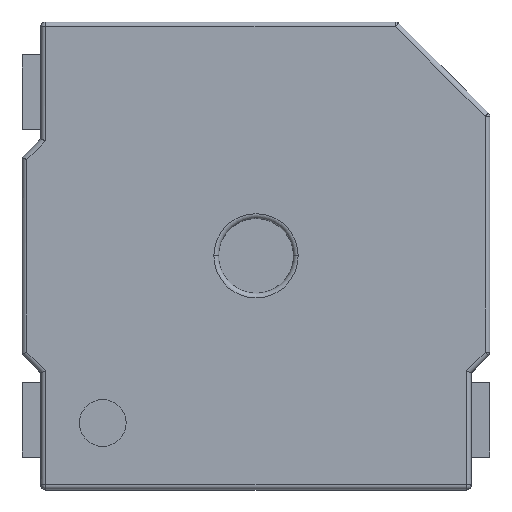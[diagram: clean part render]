
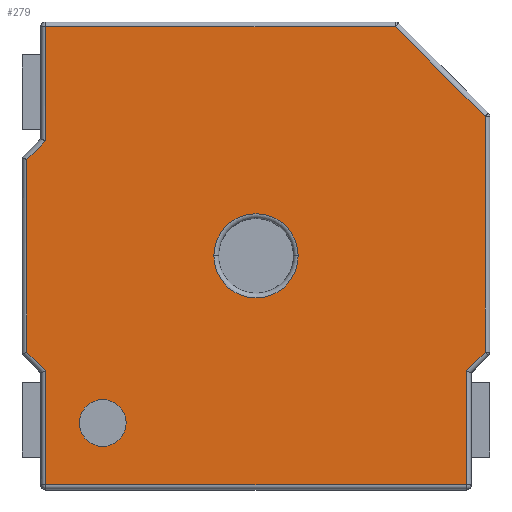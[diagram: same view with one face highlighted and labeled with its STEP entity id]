
A CAD part, top view. The second image highlights one B-rep face of the part: STEP entity #279.
In plain terms, the highlighted planar face has unit normal (0, 0, 1).
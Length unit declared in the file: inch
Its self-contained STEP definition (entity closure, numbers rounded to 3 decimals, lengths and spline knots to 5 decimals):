
#5 = DIRECTION ( 'NONE',  ( 1., 0., 0. ) ) ;
#18 = VERTEX_POINT ( 'NONE', #1652 ) ;
#42 = DIRECTION ( 'NONE',  ( 0., 1., 0. ) ) ;
#45 = EDGE_CURVE ( 'NONE', #1461, #2109, #1864, .T. ) ;
#50 = ORIENTED_EDGE ( 'NONE', *, *, #918, .F. ) ;
#75 = CARTESIAN_POINT ( 'NONE',  ( 0.09646, 0.05864, 0.07874 ) ) ;
#87 = LINE ( 'NONE', #772, #1317 ) ;
#103 = AXIS2_PLACEMENT_3D ( 'NONE', #1861, #673, #500 ) ;
#114 = VERTEX_POINT ( 'NONE', #1927 ) ;
#146 = VECTOR ( 'NONE', #42, 39.37008 ) ;
#163 = CARTESIAN_POINT ( 'NONE',  ( -0.09646, -0.04052, 0.07874 ) ) ;
#173 = DIRECTION ( 'NONE',  ( 1., 0., 0. ) ) ;
#182 = LINE ( 'NONE', #1876, #1245 ) ;
#184 = DIRECTION ( 'NONE',  ( 0., 1., 0. ) ) ;
#254 = CARTESIAN_POINT ( 'NONE',  ( -0.06452, -0.07035, 0.07874 ) ) ;
#261 = VERTEX_POINT ( 'NONE', #1021 ) ;
#265 = ORIENTED_EDGE ( 'NONE', *, *, #1845, .T. ) ;
#272 = VERTEX_POINT ( 'NONE', #2192 ) ;
#279 = ADVANCED_FACE ( 'NONE', ( #1004, #324, #686 ), #310, .T. ) ;
#289 = VECTOR ( 'NONE', #954, 39.37008 ) ;
#310 = PLANE ( 'NONE',  #103 ) ;
#324 = FACE_BOUND ( 'NONE', #1807, .T. ) ;
#325 = CIRCLE ( 'NONE', #398, 0.01772 ) ;
#350 = LINE ( 'NONE', #2136, #575 ) ;
#398 = AXIS2_PLACEMENT_3D ( 'NONE', #677, #1176, #5 ) ;
#462 = AXIS2_PLACEMENT_3D ( 'NONE', #1777, #580, #1419 ) ;
#500 = DIRECTION ( 'NONE',  ( 1., 0., 0. ) ) ;
#504 = VERTEX_POINT ( 'NONE', #1290 ) ;
#528 = CARTESIAN_POINT ( 'NONE',  ( -0.08858, -0.0484, 0.07874 ) ) ;
#531 = VERTEX_POINT ( 'NONE', #825 ) ;
#547 = VERTEX_POINT ( 'NONE', #1380 ) ;
#554 = DIRECTION ( 'NONE',  ( -1., 0., 0. ) ) ;
#561 = DIRECTION ( 'NONE',  ( 0., 0., 1. ) ) ;
#567 = ORIENTED_EDGE ( 'NONE', *, *, #1000, .F. ) ;
#575 = VECTOR ( 'NONE', #1921, 39.37008 ) ;
#580 = DIRECTION ( 'NONE',  ( 0., 0., 1. ) ) ;
#643 = LINE ( 'NONE', #994, #289 ) ;
#656 = CARTESIAN_POINT ( 'NONE',  ( 0.08858, 0., 0.07874 ) ) ;
#673 = DIRECTION ( 'NONE',  ( 0., 0., 1. ) ) ;
#677 = CARTESIAN_POINT ( 'NONE',  ( 0., 0., 0.07874 ) ) ;
#686 = FACE_OUTER_BOUND ( 'NONE', #727, .T. ) ;
#705 = EDGE_CURVE ( 'NONE', #272, #2109, #87, .T. ) ;
#707 = CARTESIAN_POINT ( 'NONE',  ( -0.08858, 0., 0.07874 ) ) ;
#727 = EDGE_LOOP ( 'NONE', ( #1601, #1743, #567, #1842, #265, #1659, #50, #1879, #1092, #2166, #863 ) ) ;
#738 = CARTESIAN_POINT ( 'NONE',  ( -0.08858, 0., 0.07874 ) ) ;
#772 = CARTESIAN_POINT ( 'NONE',  ( 0.09646, 0.05864, 0.07874 ) ) ;
#825 = CARTESIAN_POINT ( 'NONE',  ( -0.07436, -0.07035, 0.07874 ) ) ;
#830 = VERTEX_POINT ( 'NONE', #163 ) ;
#859 = VECTOR ( 'NONE', #554, 39.37008 ) ;
#863 = ORIENTED_EDGE ( 'NONE', *, *, #45, .T. ) ;
#889 = LINE ( 'NONE', #707, #146 ) ;
#901 = EDGE_CURVE ( 'NONE', #18, #114, #182, .T. ) ;
#904 = LINE ( 'NONE', #1433, #1261 ) ;
#914 = CARTESIAN_POINT ( 'NONE',  ( -0.01497, 0.09646, 0.07874 ) ) ;
#918 = EDGE_CURVE ( 'NONE', #18, #1613, #889, .T. ) ;
#922 = LINE ( 'NONE', #738, #924 ) ;
#924 = VECTOR ( 'NONE', #935, 39.37008 ) ;
#935 = DIRECTION ( 'NONE',  ( 0., 1., 0. ) ) ;
#947 = EDGE_CURVE ( 'NONE', #1310, #504, #1569, .T. ) ;
#954 = DIRECTION ( 'NONE',  ( 0., -1., 0. ) ) ;
#986 = CARTESIAN_POINT ( 'NONE',  ( 0.09646, -0.04052, 0.07874 ) ) ;
#994 = CARTESIAN_POINT ( 'NONE',  ( -0.09646, 0., 0.07874 ) ) ;
#999 = AXIS2_PLACEMENT_3D ( 'NONE', #254, #561, #1624 ) ;
#1000 = EDGE_CURVE ( 'NONE', #504, #1473, #922, .T. ) ;
#1004 = FACE_BOUND ( 'NONE', #1978, .T. ) ;
#1005 = EDGE_CURVE ( 'NONE', #1273, #531, #1247, .T. ) ;
#1021 = CARTESIAN_POINT ( 'NONE',  ( 0.01772, 0., 0.07874 ) ) ;
#1041 = DIRECTION ( 'NONE',  ( 0.707, -0.707, 0. ) ) ;
#1073 = LINE ( 'NONE', #914, #859 ) ;
#1092 = ORIENTED_EDGE ( 'NONE', *, *, #1802, .F. ) ;
#1095 = VECTOR ( 'NONE', #184, 39.37008 ) ;
#1114 = ORIENTED_EDGE ( 'NONE', *, *, #1005, .F. ) ;
#1135 = EDGE_CURVE ( 'NONE', #531, #1273, #1429, .T. ) ;
#1176 = DIRECTION ( 'NONE',  ( 0., 0., 1. ) ) ;
#1202 = DIRECTION ( 'NONE',  ( 0.707, 0.707, 0. ) ) ;
#1210 = VECTOR ( 'NONE', #1202, 39.37008 ) ;
#1245 = VECTOR ( 'NONE', #173, 39.37008 ) ;
#1247 = CIRCLE ( 'NONE', #462, 0.00984 ) ;
#1253 = CARTESIAN_POINT ( 'NONE',  ( 0., 0., 0.07874 ) ) ;
#1261 = VECTOR ( 'NONE', #2123, 39.37008 ) ;
#1273 = VERTEX_POINT ( 'NONE', #1590 ) ;
#1284 = VECTOR ( 'NONE', #1831, 39.37008 ) ;
#1290 = CARTESIAN_POINT ( 'NONE',  ( -0.08858, 0.0484, 0.07874 ) ) ;
#1303 = VERTEX_POINT ( 'NONE', #1610 ) ;
#1305 = LINE ( 'NONE', #656, #1284 ) ;
#1310 = VERTEX_POINT ( 'NONE', #1599 ) ;
#1317 = VECTOR ( 'NONE', #1041, 39.37008 ) ;
#1350 = ORIENTED_EDGE ( 'NONE', *, *, #1548, .F. ) ;
#1380 = CARTESIAN_POINT ( 'NONE',  ( -0.01772, 0., 0.07874 ) ) ;
#1419 = DIRECTION ( 'NONE',  ( 1., 0., 0. ) ) ;
#1429 = CIRCLE ( 'NONE', #999, 0.00984 ) ;
#1433 = CARTESIAN_POINT ( 'NONE',  ( 0.08854, -0.04844, 0.07874 ) ) ;
#1434 = DIRECTION ( 'NONE',  ( 1., 0., 0. ) ) ;
#1461 = VERTEX_POINT ( 'NONE', #986 ) ;
#1473 = VERTEX_POINT ( 'NONE', #2184 ) ;
#1548 = EDGE_CURVE ( 'NONE', #261, #547, #325, .T. ) ;
#1569 = LINE ( 'NONE', #2063, #1210 ) ;
#1590 = CARTESIAN_POINT ( 'NONE',  ( -0.05467, -0.07035, 0.07874 ) ) ;
#1599 = CARTESIAN_POINT ( 'NONE',  ( -0.09646, 0.04052, 0.07874 ) ) ;
#1601 = ORIENTED_EDGE ( 'NONE', *, *, #705, .F. ) ;
#1610 = CARTESIAN_POINT ( 'NONE',  ( 0.08858, -0.0484, 0.07874 ) ) ;
#1613 = VERTEX_POINT ( 'NONE', #528 ) ;
#1624 = DIRECTION ( 'NONE',  ( 1., 0., 0. ) ) ;
#1640 = ORIENTED_EDGE ( 'NONE', *, *, #1135, .F. ) ;
#1652 = CARTESIAN_POINT ( 'NONE',  ( -0.08858, -0.09646, 0.07874 ) ) ;
#1659 = ORIENTED_EDGE ( 'NONE', *, *, #1676, .F. ) ;
#1676 = EDGE_CURVE ( 'NONE', #1613, #830, #350, .T. ) ;
#1682 = EDGE_CURVE ( 'NONE', #272, #1473, #1073, .T. ) ;
#1727 = CARTESIAN_POINT ( 'NONE',  ( 0.09646, 0.00906, 0.07874 ) ) ;
#1743 = ORIENTED_EDGE ( 'NONE', *, *, #1682, .T. ) ;
#1767 = EDGE_CURVE ( 'NONE', #547, #261, #2157, .T. ) ;
#1777 = CARTESIAN_POINT ( 'NONE',  ( -0.06452, -0.07035, 0.07874 ) ) ;
#1802 = EDGE_CURVE ( 'NONE', #1303, #114, #1305, .T. ) ;
#1807 = EDGE_LOOP ( 'NONE', ( #1114, #1640 ) ) ;
#1831 = DIRECTION ( 'NONE',  ( 0., -1., 0. ) ) ;
#1838 = ORIENTED_EDGE ( 'NONE', *, *, #1767, .F. ) ;
#1842 = ORIENTED_EDGE ( 'NONE', *, *, #947, .F. ) ;
#1845 = EDGE_CURVE ( 'NONE', #1310, #830, #643, .T. ) ;
#1861 = CARTESIAN_POINT ( 'NONE',  ( -0.10031, -0.10031, 0.07874 ) ) ;
#1864 = LINE ( 'NONE', #1727, #1095 ) ;
#1876 = CARTESIAN_POINT ( 'NONE',  ( 0., -0.09646, 0.07874 ) ) ;
#1879 = ORIENTED_EDGE ( 'NONE', *, *, #901, .T. ) ;
#1921 = DIRECTION ( 'NONE',  ( -0.707, 0.707, 0. ) ) ;
#1927 = CARTESIAN_POINT ( 'NONE',  ( 0.08858, -0.09646, 0.07874 ) ) ;
#1944 = DIRECTION ( 'NONE',  ( 0., 0., 1. ) ) ;
#1978 = EDGE_LOOP ( 'NONE', ( #1350, #1838 ) ) ;
#2044 = AXIS2_PLACEMENT_3D ( 'NONE', #1253, #1944, #1434 ) ;
#2063 = CARTESIAN_POINT ( 'NONE',  ( -0.08853, 0.04845, 0.07874 ) ) ;
#2108 = EDGE_CURVE ( 'NONE', #1461, #1303, #904, .T. ) ;
#2109 = VERTEX_POINT ( 'NONE', #75 ) ;
#2123 = DIRECTION ( 'NONE',  ( -0.707, -0.707, 0. ) ) ;
#2136 = CARTESIAN_POINT ( 'NONE',  ( -0.09708, -0.0399, 0.07874 ) ) ;
#2157 = CIRCLE ( 'NONE', #2044, 0.01772 ) ;
#2166 = ORIENTED_EDGE ( 'NONE', *, *, #2108, .F. ) ;
#2184 = CARTESIAN_POINT ( 'NONE',  ( -0.08858, 0.09646, 0.07874 ) ) ;
#2192 = CARTESIAN_POINT ( 'NONE',  ( 0.05864, 0.09646, 0.07874 ) ) ;
